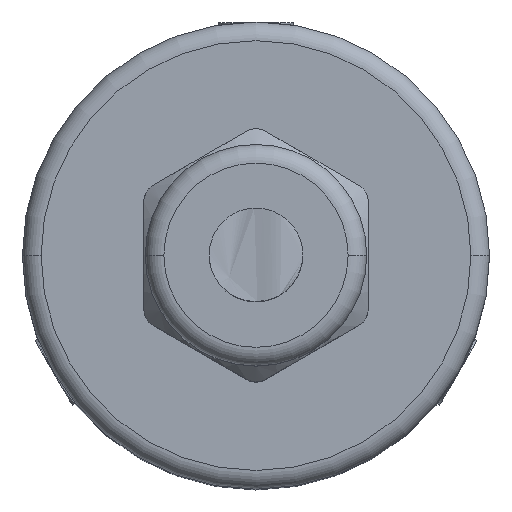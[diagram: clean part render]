
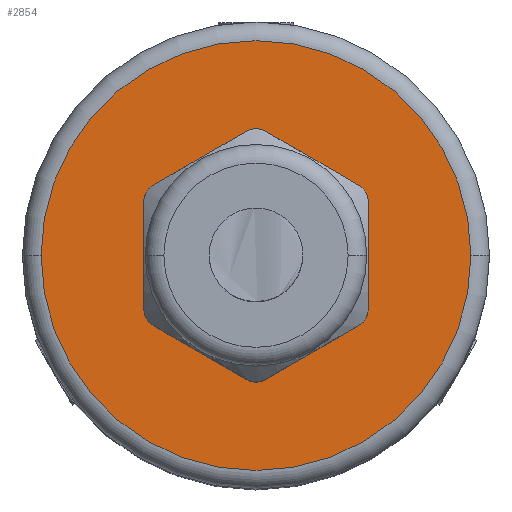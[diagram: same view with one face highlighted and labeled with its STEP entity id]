
A CAD part, top view. The second image highlights one B-rep face of the part: STEP entity #2854.
In plain terms, the highlighted planar face has unit normal (0, 0, 1).
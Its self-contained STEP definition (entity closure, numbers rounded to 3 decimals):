
#66 = VERTEX_POINT ( 'NONE', #2281 ) ;
#83 = CIRCLE ( 'NONE', #2311, 1. ) ;
#90 = CARTESIAN_POINT ( 'NONE',  ( 6., -2.887, 26. ) ) ;
#150 = DIRECTION ( 'NONE',  ( 1., 0., 0. ) ) ;
#176 = EDGE_LOOP ( 'NONE', ( #1759, #307 ) ) ;
#196 = DIRECTION ( 'NONE',  ( 0., -1., 0. ) ) ;
#217 = ORIENTED_EDGE ( 'NONE', *, *, #1770, .F. ) ;
#243 = CARTESIAN_POINT ( 'NONE',  ( 6., 2.887, 26. ) ) ;
#253 = VECTOR ( 'NONE', #271, 1000. ) ;
#271 = DIRECTION ( 'NONE',  ( 0., 1., 0. ) ) ;
#295 = EDGE_CURVE ( 'NONE', #2704, #610, #1130, .T. ) ;
#307 = ORIENTED_EDGE ( 'NONE', *, *, #1383, .T. ) ;
#371 = DIRECTION ( 'NONE',  ( 0.866, 0.5, 0. ) ) ;
#448 = EDGE_CURVE ( 'NONE', #66, #2175, #2590, .T. ) ;
#508 = CIRCLE ( 'NONE', #576, 1. ) ;
#543 = DIRECTION ( 'NONE',  ( -0.866, 0.5, 0. ) ) ;
#552 = CARTESIAN_POINT ( 'NONE',  ( 0., -5.774, 26. ) ) ;
#572 = VERTEX_POINT ( 'NONE', #1060 ) ;
#576 = AXIS2_PLACEMENT_3D ( 'NONE', #1375, #609, #3221 ) ;
#581 = CIRCLE ( 'NONE', #3171, 1. ) ;
#587 = VERTEX_POINT ( 'NONE', #1341 ) ;
#588 = CIRCLE ( 'NONE', #1860, 1. ) ;
#604 = CARTESIAN_POINT ( 'NONE',  ( 5., -2.887, 26. ) ) ;
#609 = DIRECTION ( 'NONE',  ( 0., 0., -1. ) ) ;
#610 = VERTEX_POINT ( 'NONE', #1329 ) ;
#615 = CARTESIAN_POINT ( 'NONE',  ( 0., 0., 26. ) ) ;
#622 = LINE ( 'NONE', #2410, #2920 ) ;
#626 = ORIENTED_EDGE ( 'NONE', *, *, #3320, .F. ) ;
#659 = DIRECTION ( 'NONE',  ( 0., 0., -1. ) ) ;
#700 = CARTESIAN_POINT ( 'NONE',  ( -11.5, 0., 26. ) ) ;
#708 = AXIS2_PLACEMENT_3D ( 'NONE', #2228, #2241, #1441 ) ;
#725 = VECTOR ( 'NONE', #3287, 1000. ) ;
#858 = VERTEX_POINT ( 'NONE', #90 ) ;
#928 = VERTEX_POINT ( 'NONE', #981 ) ;
#976 = EDGE_CURVE ( 'NONE', #587, #1740, #588, .T. ) ;
#981 = CARTESIAN_POINT ( 'NONE',  ( -5.5, 3.753, 26. ) ) ;
#987 = VECTOR ( 'NONE', #2071, 1000. ) ;
#1010 = EDGE_LOOP ( 'NONE', ( #1843, #1944, #2441, #2445, #626, #1188, #2127, #1631, #1253, #1747, #217, #1361 ) ) ;
#1036 = FACE_OUTER_BOUND ( 'NONE', #176, .T. ) ;
#1060 = CARTESIAN_POINT ( 'NONE',  ( -6., -2.887, 26. ) ) ;
#1113 = CARTESIAN_POINT ( 'NONE',  ( 5.5, -3.753, 26. ) ) ;
#1130 = LINE ( 'NONE', #1425, #725 ) ;
#1152 = DIRECTION ( 'NONE',  ( 0., 0., -1. ) ) ;
#1155 = CARTESIAN_POINT ( 'NONE',  ( 0.5, 6.64, 26. ) ) ;
#1188 = ORIENTED_EDGE ( 'NONE', *, *, #976, .T. ) ;
#1195 = AXIS2_PLACEMENT_3D ( 'NONE', #3430, #2894, #2115 ) ;
#1253 = ORIENTED_EDGE ( 'NONE', *, *, #2960, .F. ) ;
#1299 = EDGE_CURVE ( 'NONE', #2704, #572, #508, .T. ) ;
#1313 = AXIS2_PLACEMENT_3D ( 'NONE', #1974, #659, #1731 ) ;
#1324 = VERTEX_POINT ( 'NONE', #1113 ) ;
#1329 = CARTESIAN_POINT ( 'NONE',  ( -0.5, -6.64, 26. ) ) ;
#1335 = PLANE ( 'NONE',  #1195 ) ;
#1341 = CARTESIAN_POINT ( 'NONE',  ( -0.5, 6.64, 26. ) ) ;
#1361 = ORIENTED_EDGE ( 'NONE', *, *, #1701, .T. ) ;
#1375 = CARTESIAN_POINT ( 'NONE',  ( -5., -2.887, 26. ) ) ;
#1383 = EDGE_CURVE ( 'NONE', #2834, #3333, #3114, .T. ) ;
#1397 = VECTOR ( 'NONE', #196, 1000. ) ;
#1425 = CARTESIAN_POINT ( 'NONE',  ( -6., -3.464, 26. ) ) ;
#1441 = DIRECTION ( 'NONE',  ( 1., 0., 0. ) ) ;
#1494 = DIRECTION ( 'NONE',  ( 1., 0., 0. ) ) ;
#1501 = CARTESIAN_POINT ( 'NONE',  ( -6., 3.464, 26. ) ) ;
#1516 = VERTEX_POINT ( 'NONE', #2863 ) ;
#1519 = DIRECTION ( 'NONE',  ( 0., 0., -1. ) ) ;
#1524 = LINE ( 'NONE', #3426, #987 ) ;
#1577 = EDGE_CURVE ( 'NONE', #1516, #928, #1615, .T. ) ;
#1615 = CIRCLE ( 'NONE', #2531, 1. ) ;
#1631 = ORIENTED_EDGE ( 'NONE', *, *, #448, .T. ) ;
#1693 = DIRECTION ( 'NONE',  ( 0., 0., 1. ) ) ;
#1701 = EDGE_CURVE ( 'NONE', #2542, #610, #83, .T. ) ;
#1731 = DIRECTION ( 'NONE',  ( 1., 0., 0. ) ) ;
#1740 = VERTEX_POINT ( 'NONE', #1155 ) ;
#1747 = ORIENTED_EDGE ( 'NONE', *, *, #2659, .T. ) ;
#1759 = ORIENTED_EDGE ( 'NONE', *, *, #3086, .T. ) ;
#1770 = EDGE_CURVE ( 'NONE', #2542, #1324, #3404, .T. ) ;
#1774 = CARTESIAN_POINT ( 'NONE',  ( -5., 2.887, 26. ) ) ;
#1775 = EDGE_CURVE ( 'NONE', #66, #1740, #622, .T. ) ;
#1820 = LINE ( 'NONE', #1853, #253 ) ;
#1822 = CARTESIAN_POINT ( 'NONE',  ( 11.5, 0., 26. ) ) ;
#1843 = ORIENTED_EDGE ( 'NONE', *, *, #295, .F. ) ;
#1853 = CARTESIAN_POINT ( 'NONE',  ( 6., -3.464, 26. ) ) ;
#1860 = AXIS2_PLACEMENT_3D ( 'NONE', #2051, #1993, #1494 ) ;
#1903 = CARTESIAN_POINT ( 'NONE',  ( -5.5, -3.753, 26. ) ) ;
#1928 = CARTESIAN_POINT ( 'NONE',  ( 0., -6.928, 26. ) ) ;
#1931 = LINE ( 'NONE', #1501, #1397 ) ;
#1938 = DIRECTION ( 'NONE',  ( 1., 0., 0. ) ) ;
#1944 = ORIENTED_EDGE ( 'NONE', *, *, #1299, .T. ) ;
#1974 = CARTESIAN_POINT ( 'NONE',  ( 5., 2.887, 26. ) ) ;
#1993 = DIRECTION ( 'NONE',  ( 0., 0., -1. ) ) ;
#2051 = CARTESIAN_POINT ( 'NONE',  ( 0., 5.774, 26. ) ) ;
#2071 = DIRECTION ( 'NONE',  ( -0.866, -0.5, 0. ) ) ;
#2115 = DIRECTION ( 'NONE',  ( 1., 0., 0. ) ) ;
#2127 = ORIENTED_EDGE ( 'NONE', *, *, #1775, .F. ) ;
#2154 = CIRCLE ( 'NONE', #2801, 11.5 ) ;
#2175 = VERTEX_POINT ( 'NONE', #243 ) ;
#2228 = CARTESIAN_POINT ( 'NONE',  ( 0., 0., 26. ) ) ;
#2241 = DIRECTION ( 'NONE',  ( 0., 0., 1. ) ) ;
#2281 = CARTESIAN_POINT ( 'NONE',  ( 5.5, 3.753, 26. ) ) ;
#2311 = AXIS2_PLACEMENT_3D ( 'NONE', #552, #3241, #1938 ) ;
#2410 = CARTESIAN_POINT ( 'NONE',  ( 6., 3.464, 26. ) ) ;
#2427 = VECTOR ( 'NONE', #371, 1000. ) ;
#2441 = ORIENTED_EDGE ( 'NONE', *, *, #3191, .F. ) ;
#2445 = ORIENTED_EDGE ( 'NONE', *, *, #1577, .T. ) ;
#2531 = AXIS2_PLACEMENT_3D ( 'NONE', #1774, #1519, #2815 ) ;
#2542 = VERTEX_POINT ( 'NONE', #2809 ) ;
#2590 = CIRCLE ( 'NONE', #1313, 1. ) ;
#2659 = EDGE_CURVE ( 'NONE', #858, #1324, #581, .T. ) ;
#2704 = VERTEX_POINT ( 'NONE', #1903 ) ;
#2764 = DIRECTION ( 'NONE',  ( 1., 0., 0. ) ) ;
#2801 = AXIS2_PLACEMENT_3D ( 'NONE', #615, #1693, #2764 ) ;
#2809 = CARTESIAN_POINT ( 'NONE',  ( 0.5, -6.64, 26. ) ) ;
#2815 = DIRECTION ( 'NONE',  ( 1., 0., 0. ) ) ;
#2834 = VERTEX_POINT ( 'NONE', #700 ) ;
#2854 = ADVANCED_FACE ( 'NONE', ( #1036, #3022 ), #1335, .T. ) ;
#2863 = CARTESIAN_POINT ( 'NONE',  ( -6., 2.887, 26. ) ) ;
#2894 = DIRECTION ( 'NONE',  ( 0., 0., 1. ) ) ;
#2920 = VECTOR ( 'NONE', #543, 1000. ) ;
#2960 = EDGE_CURVE ( 'NONE', #858, #2175, #1820, .T. ) ;
#3022 = FACE_BOUND ( 'NONE', #1010, .T. ) ;
#3086 = EDGE_CURVE ( 'NONE', #3333, #2834, #2154, .T. ) ;
#3114 = CIRCLE ( 'NONE', #708, 11.5 ) ;
#3171 = AXIS2_PLACEMENT_3D ( 'NONE', #604, #1152, #150 ) ;
#3191 = EDGE_CURVE ( 'NONE', #1516, #572, #1931, .T. ) ;
#3221 = DIRECTION ( 'NONE',  ( 1., 0., 0. ) ) ;
#3241 = DIRECTION ( 'NONE',  ( 0., 0., -1. ) ) ;
#3287 = DIRECTION ( 'NONE',  ( 0.866, -0.5, 0. ) ) ;
#3320 = EDGE_CURVE ( 'NONE', #587, #928, #1524, .T. ) ;
#3333 = VERTEX_POINT ( 'NONE', #1822 ) ;
#3404 = LINE ( 'NONE', #1928, #2427 ) ;
#3426 = CARTESIAN_POINT ( 'NONE',  ( 0., 6.928, 26. ) ) ;
#3430 = CARTESIAN_POINT ( 'NONE',  ( 0., 0., 26. ) ) ;
